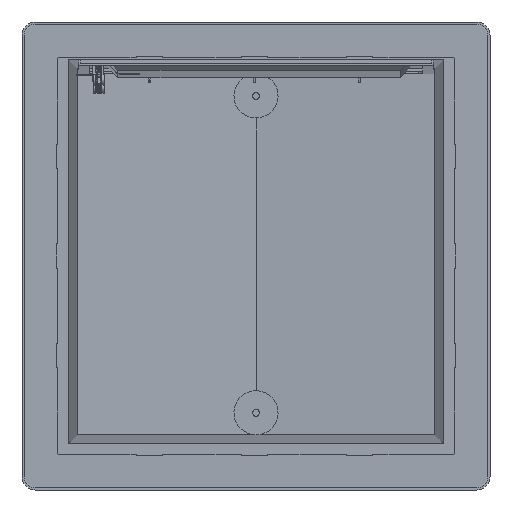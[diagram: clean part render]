
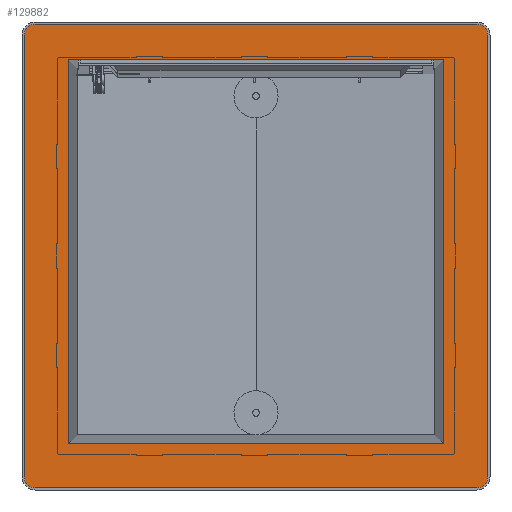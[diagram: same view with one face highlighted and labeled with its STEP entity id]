
A CAD part, front view. The second image highlights one B-rep face of the part: STEP entity #129882.
In plain terms, the highlighted planar face has unit normal (0, -1, 0).
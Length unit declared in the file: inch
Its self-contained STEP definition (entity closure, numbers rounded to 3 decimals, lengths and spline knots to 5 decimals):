
#4380 = CARTESIAN_POINT ( 'NONE',  ( 21.25336, 0.5, -21.25336 ) ) ;
#8259 = CARTESIAN_POINT ( 'NONE',  ( 26.25, 0.5, -25. ) ) ;
#8836 = VERTEX_POINT ( 'NONE', #70449 ) ;
#13876 = DIRECTION ( 'NONE',  ( 0., 0., -1. ) ) ;
#14917 = EDGE_CURVE ( 'NONE', #15195, #135791, #58184, .T. ) ;
#15195 = VERTEX_POINT ( 'NONE', #25669 ) ;
#15382 = CARTESIAN_POINT ( 'NONE',  ( 26.25, 0.5, 26.5 ) ) ;
#15716 = ORIENTED_EDGE ( 'NONE', *, *, #172810, .T. ) ;
#16945 = CIRCLE ( 'NONE', #123327, 1.25 ) ;
#18540 = AXIS2_PLACEMENT_3D ( 'NONE', #62765, #149265, #118849 ) ;
#21046 = AXIS2_PLACEMENT_3D ( 'NONE', #62034, #106629, #147648 ) ;
#23924 = VECTOR ( 'NONE', #42382, 39.37008 ) ;
#25463 = DIRECTION ( 'NONE',  ( 0., 1., 0. ) ) ;
#25669 = CARTESIAN_POINT ( 'NONE',  ( 21.25336, 0.5, 22.25346 ) ) ;
#26351 = EDGE_CURVE ( 'NONE', #63040, #86249, #71555, .T. ) ;
#27406 = VECTOR ( 'NONE', #106975, 39.37008 ) ;
#29981 = VECTOR ( 'NONE', #90007, 39.37008 ) ;
#32394 = VECTOR ( 'NONE', #53585, 39.37008 ) ;
#32435 = ORIENTED_EDGE ( 'NONE', *, *, #88397, .F. ) ;
#33785 = CARTESIAN_POINT ( 'NONE',  ( 26.5, 0.5, -21.25336 ) ) ;
#37533 = CARTESIAN_POINT ( 'NONE',  ( 25., 0.5, 26.25 ) ) ;
#38844 = AXIS2_PLACEMENT_3D ( 'NONE', #183968, #112460, #97221 ) ;
#41408 = AXIS2_PLACEMENT_3D ( 'NONE', #97699, #25463, #156729 ) ;
#42382 = DIRECTION ( 'NONE',  ( 1., 0., 0. ) ) ;
#42958 = CARTESIAN_POINT ( 'NONE',  ( 21.25336, 0.5, 26.5 ) ) ;
#43309 = DIRECTION ( 'NONE',  ( 0., 0., -1. ) ) ;
#47368 = ORIENTED_EDGE ( 'NONE', *, *, #48440, .T. ) ;
#48440 = EDGE_CURVE ( 'NONE', #158903, #15195, #62422, .T. ) ;
#50220 = VERTEX_POINT ( 'NONE', #124857 ) ;
#53585 = DIRECTION ( 'NONE',  ( 1., 0., 0. ) ) ;
#58184 = LINE ( 'NONE', #42958, #107819 ) ;
#59389 = EDGE_CURVE ( 'NONE', #86249, #97993, #123846, .T. ) ;
#60903 = EDGE_CURVE ( 'NONE', #8836, #97993, #159409, .T. ) ;
#62034 = CARTESIAN_POINT ( 'NONE',  ( -26.5, 0.5, 26.5 ) ) ;
#62422 = LINE ( 'NONE', #178570, #29981 ) ;
#62765 = CARTESIAN_POINT ( 'NONE',  ( -25., 0.5, 25. ) ) ;
#63040 = VERTEX_POINT ( 'NONE', #117375 ) ;
#64888 = CARTESIAN_POINT ( 'NONE',  ( -26.25, 0.5, -25. ) ) ;
#65633 = CIRCLE ( 'NONE', #41408, 1.25 ) ;
#67221 = ORIENTED_EDGE ( 'NONE', *, *, #60903, .T. ) ;
#69812 = VECTOR ( 'NONE', #13876, 39.37008 ) ;
#70449 = CARTESIAN_POINT ( 'NONE',  ( -25., 0.5, -26.25 ) ) ;
#71555 = LINE ( 'NONE', #15382, #84543 ) ;
#71873 = LINE ( 'NONE', #186147, #133843 ) ;
#75118 = EDGE_LOOP ( 'NONE', ( #133360, #104367, #32435, #47368 ) ) ;
#82937 = ORIENTED_EDGE ( 'NONE', *, *, #153183, .F. ) ;
#83738 = CARTESIAN_POINT ( 'NONE',  ( -21.25336, 0.5, 22.25346 ) ) ;
#84543 = VECTOR ( 'NONE', #131451, 39.37008 ) ;
#86249 = VERTEX_POINT ( 'NONE', #8259 ) ;
#88397 = EDGE_CURVE ( 'NONE', #158903, #172502, #71873, .T. ) ;
#90007 = DIRECTION ( 'NONE',  ( 1., 0., 0. ) ) ;
#94591 = EDGE_LOOP ( 'NONE', ( #126574, #176527, #82937, #174393, #15716, #94955, #67221, #103182 ) ) ;
#94955 = ORIENTED_EDGE ( 'NONE', *, *, #167534, .F. ) ;
#97221 = DIRECTION ( 'NONE',  ( 0., 0., 1. ) ) ;
#97699 = CARTESIAN_POINT ( 'NONE',  ( -25., 0.5, -25. ) ) ;
#97993 = VERTEX_POINT ( 'NONE', #146032 ) ;
#103182 = ORIENTED_EDGE ( 'NONE', *, *, #59389, .F. ) ;
#104068 = CARTESIAN_POINT ( 'NONE',  ( -26.5, 0.5, -26.25 ) ) ;
#104367 = ORIENTED_EDGE ( 'NONE', *, *, #147829, .F. ) ;
#104769 = FACE_OUTER_BOUND ( 'NONE', #94591, .T. ) ;
#106629 = DIRECTION ( 'NONE',  ( 0., 1., 0. ) ) ;
#106975 = DIRECTION ( 'NONE',  ( 1., 0., 0. ) ) ;
#107819 = VECTOR ( 'NONE', #127676, 39.37008 ) ;
#109633 = LINE ( 'NONE', #124895, #32394 ) ;
#112460 = DIRECTION ( 'NONE',  ( 0., 1., 0. ) ) ;
#115795 = VERTEX_POINT ( 'NONE', #64888 ) ;
#115807 = VERTEX_POINT ( 'NONE', #136237 ) ;
#117375 = CARTESIAN_POINT ( 'NONE',  ( 26.25, 0.5, 25. ) ) ;
#118849 = DIRECTION ( 'NONE',  ( 0., 0., 1. ) ) ;
#120030 = FACE_BOUND ( 'NONE', #75118, .T. ) ;
#121913 = PLANE ( 'NONE',  #21046 ) ;
#123327 = AXIS2_PLACEMENT_3D ( 'NONE', #172407, #128662, #184918 ) ;
#123846 = CIRCLE ( 'NONE', #38844, 1.25 ) ;
#124130 = LINE ( 'NONE', #33785, #27406 ) ;
#124857 = CARTESIAN_POINT ( 'NONE',  ( -25., 0.5, 26.25 ) ) ;
#124895 = CARTESIAN_POINT ( 'NONE',  ( -26.5, 0.5, 26.25 ) ) ;
#126574 = ORIENTED_EDGE ( 'NONE', *, *, #26351, .F. ) ;
#127676 = DIRECTION ( 'NONE',  ( 0., 0., -1. ) ) ;
#128662 = DIRECTION ( 'NONE',  ( 0., 1., 0. ) ) ;
#129882 = ADVANCED_FACE ( 'NONE', ( #120030, #104769 ), #121913, .F. ) ;
#129929 = LINE ( 'NONE', #186197, #69812 ) ;
#131451 = DIRECTION ( 'NONE',  ( 0., 0., -1. ) ) ;
#133360 = ORIENTED_EDGE ( 'NONE', *, *, #14917, .T. ) ;
#133843 = VECTOR ( 'NONE', #43309, 39.37008 ) ;
#135791 = VERTEX_POINT ( 'NONE', #4380 ) ;
#136237 = CARTESIAN_POINT ( 'NONE',  ( -26.25, 0.5, 25. ) ) ;
#146032 = CARTESIAN_POINT ( 'NONE',  ( 25., 0.5, -26.25 ) ) ;
#146509 = CARTESIAN_POINT ( 'NONE',  ( -21.25336, 0.5, -21.25336 ) ) ;
#147648 = DIRECTION ( 'NONE',  ( 0., 0., 1. ) ) ;
#147829 = EDGE_CURVE ( 'NONE', #172502, #135791, #124130, .T. ) ;
#149265 = DIRECTION ( 'NONE',  ( 0., 1., 0. ) ) ;
#153183 = EDGE_CURVE ( 'NONE', #50220, #179900, #109633, .T. ) ;
#154325 = EDGE_CURVE ( 'NONE', #115807, #50220, #182716, .T. ) ;
#156729 = DIRECTION ( 'NONE',  ( 0., 0., 1. ) ) ;
#158903 = VERTEX_POINT ( 'NONE', #83738 ) ;
#159409 = LINE ( 'NONE', #104068, #23924 ) ;
#167534 = EDGE_CURVE ( 'NONE', #8836, #115795, #65633, .T. ) ;
#172407 = CARTESIAN_POINT ( 'NONE',  ( 25., 0.5, 25. ) ) ;
#172502 = VERTEX_POINT ( 'NONE', #146509 ) ;
#172810 = EDGE_CURVE ( 'NONE', #115807, #115795, #129929, .T. ) ;
#174393 = ORIENTED_EDGE ( 'NONE', *, *, #154325, .F. ) ;
#176527 = ORIENTED_EDGE ( 'NONE', *, *, #186925, .F. ) ;
#178570 = CARTESIAN_POINT ( 'NONE',  ( 26.5, 0.5, 22.25346 ) ) ;
#179900 = VERTEX_POINT ( 'NONE', #37533 ) ;
#182716 = CIRCLE ( 'NONE', #18540, 1.25 ) ;
#183968 = CARTESIAN_POINT ( 'NONE',  ( 25., 0.5, -25. ) ) ;
#184918 = DIRECTION ( 'NONE',  ( 0., 0., 1. ) ) ;
#186147 = CARTESIAN_POINT ( 'NONE',  ( -21.25336, 0.5, 26.5 ) ) ;
#186197 = CARTESIAN_POINT ( 'NONE',  ( -26.25, 0.5, 26.5 ) ) ;
#186925 = EDGE_CURVE ( 'NONE', #179900, #63040, #16945, .T. ) ;
